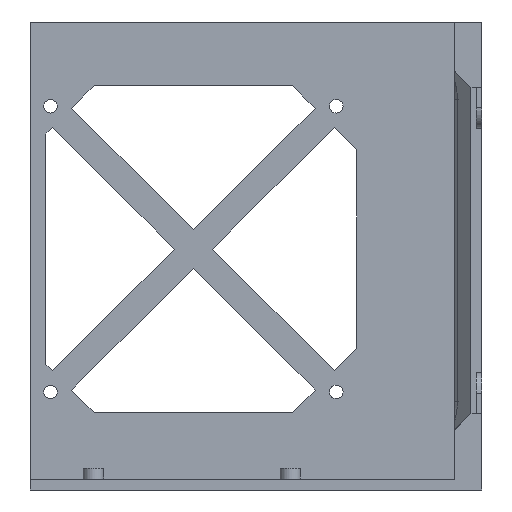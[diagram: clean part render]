
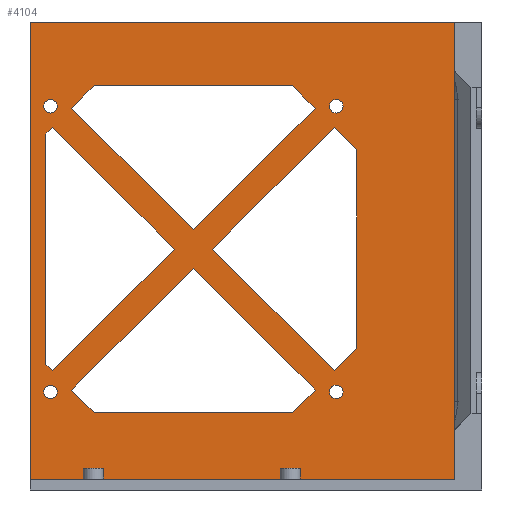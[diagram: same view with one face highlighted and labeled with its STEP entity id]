
A CAD part, front view. The second image highlights one B-rep face of the part: STEP entity #4104.
In plain terms, the highlighted planar face has unit normal (0, -1, 0).
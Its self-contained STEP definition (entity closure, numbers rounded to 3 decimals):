
#96=FACE_BOUND('',#658,.T.);
#97=FACE_BOUND('',#659,.T.);
#98=FACE_BOUND('',#660,.T.);
#99=FACE_BOUND('',#661,.T.);
#100=FACE_BOUND('',#662,.T.);
#101=FACE_BOUND('',#663,.T.);
#102=FACE_BOUND('',#664,.T.);
#103=FACE_BOUND('',#665,.T.);
#224=CIRCLE('',#4364,2.5);
#225=CIRCLE('',#4366,2.5);
#226=CIRCLE('',#4378,2.5);
#227=CIRCLE('',#4385,2.5);
#423=FACE_OUTER_BOUND('',#657,.T.);
#657=EDGE_LOOP('',(#3525,#3526,#3527,#3528));
#658=EDGE_LOOP('',(#3529));
#659=EDGE_LOOP('',(#3530));
#660=EDGE_LOOP('',(#3531,#3532,#3533,#3534,#3535));
#661=EDGE_LOOP('',(#3536,#3537,#3538,#3539,#3540));
#662=EDGE_LOOP('',(#3541));
#663=EDGE_LOOP('',(#3542,#3543,#3544,#3545,#3546));
#664=EDGE_LOOP('',(#3547));
#665=EDGE_LOOP('',(#3548,#3549,#3550,#3551,#3552));
#745=LINE('',#5475,#1228);
#815=LINE('',#5639,#1298);
#911=LINE('',#5855,#1394);
#1167=LINE('',#6464,#1650);
#1170=LINE('',#6469,#1653);
#1172=LINE('',#6473,#1655);
#1174=LINE('',#6477,#1657);
#1176=LINE('',#6480,#1659);
#1177=LINE('',#6484,#1660);
#1180=LINE('',#6489,#1663);
#1182=LINE('',#6493,#1665);
#1184=LINE('',#6497,#1667);
#1186=LINE('',#6500,#1669);
#1188=LINE('',#6508,#1671);
#1191=LINE('',#6513,#1674);
#1193=LINE('',#6517,#1676);
#1195=LINE('',#6521,#1678);
#1197=LINE('',#6524,#1680);
#1199=LINE('',#6532,#1682);
#1202=LINE('',#6537,#1685);
#1204=LINE('',#6541,#1687);
#1206=LINE('',#6545,#1689);
#1208=LINE('',#6548,#1691);
#1209=LINE('',#6550,#1692);
#1228=VECTOR('',#4430,10.);
#1298=VECTOR('',#4534,10.);
#1394=VECTOR('',#4712,10.);
#1650=VECTOR('',#5314,10.);
#1653=VECTOR('',#5319,10.);
#1655=VECTOR('',#5323,10.);
#1657=VECTOR('',#5327,10.);
#1659=VECTOR('',#5331,10.);
#1660=VECTOR('',#5334,10.);
#1663=VECTOR('',#5339,10.);
#1665=VECTOR('',#5343,10.);
#1667=VECTOR('',#5347,10.);
#1669=VECTOR('',#5351,10.);
#1671=VECTOR('',#5359,10.);
#1674=VECTOR('',#5364,10.);
#1676=VECTOR('',#5368,10.);
#1678=VECTOR('',#5372,10.);
#1680=VECTOR('',#5376,10.);
#1682=VECTOR('',#5384,10.);
#1685=VECTOR('',#5389,10.);
#1687=VECTOR('',#5393,10.);
#1689=VECTOR('',#5397,10.);
#1691=VECTOR('',#5401,10.);
#1692=VECTOR('',#5404,10.);
#1710=VERTEX_POINT('',#5472);
#1711=VERTEX_POINT('',#5474);
#1788=VERTEX_POINT('',#5637);
#1867=VERTEX_POINT('',#5853);
#2038=VERTEX_POINT('',#6454);
#2039=VERTEX_POINT('',#6458);
#2040=VERTEX_POINT('',#6462);
#2041=VERTEX_POINT('',#6463);
#2042=VERTEX_POINT('',#6468);
#2043=VERTEX_POINT('',#6472);
#2044=VERTEX_POINT('',#6476);
#2045=VERTEX_POINT('',#6482);
#2046=VERTEX_POINT('',#6483);
#2047=VERTEX_POINT('',#6488);
#2048=VERTEX_POINT('',#6492);
#2049=VERTEX_POINT('',#6496);
#2050=VERTEX_POINT('',#6502);
#2051=VERTEX_POINT('',#6506);
#2052=VERTEX_POINT('',#6507);
#2053=VERTEX_POINT('',#6512);
#2054=VERTEX_POINT('',#6516);
#2055=VERTEX_POINT('',#6520);
#2056=VERTEX_POINT('',#6526);
#2057=VERTEX_POINT('',#6530);
#2058=VERTEX_POINT('',#6531);
#2059=VERTEX_POINT('',#6536);
#2060=VERTEX_POINT('',#6540);
#2061=VERTEX_POINT('',#6544);
#2083=EDGE_CURVE('',#1711,#1710,#745,.T.);
#2166=EDGE_CURVE('',#1788,#1710,#815,.T.);
#2275=EDGE_CURVE('',#1867,#1788,#911,.T.);
#2572=EDGE_CURVE('',#2038,#2038,#224,.T.);
#2574=EDGE_CURVE('',#2039,#2039,#225,.T.);
#2575=EDGE_CURVE('',#2040,#2041,#1167,.T.);
#2578=EDGE_CURVE('',#2041,#2042,#1170,.T.);
#2580=EDGE_CURVE('',#2043,#2040,#1172,.T.);
#2582=EDGE_CURVE('',#2042,#2044,#1174,.T.);
#2584=EDGE_CURVE('',#2044,#2043,#1176,.T.);
#2585=EDGE_CURVE('',#2045,#2046,#1177,.T.);
#2588=EDGE_CURVE('',#2046,#2047,#1180,.T.);
#2590=EDGE_CURVE('',#2048,#2045,#1182,.T.);
#2592=EDGE_CURVE('',#2047,#2049,#1184,.T.);
#2594=EDGE_CURVE('',#2049,#2048,#1186,.T.);
#2596=EDGE_CURVE('',#2050,#2050,#226,.T.);
#2597=EDGE_CURVE('',#2051,#2052,#1188,.T.);
#2600=EDGE_CURVE('',#2052,#2053,#1191,.T.);
#2602=EDGE_CURVE('',#2054,#2051,#1193,.T.);
#2604=EDGE_CURVE('',#2053,#2055,#1195,.T.);
#2606=EDGE_CURVE('',#2055,#2054,#1197,.T.);
#2608=EDGE_CURVE('',#2056,#2056,#227,.T.);
#2609=EDGE_CURVE('',#2057,#2058,#1199,.T.);
#2612=EDGE_CURVE('',#2058,#2059,#1202,.T.);
#2614=EDGE_CURVE('',#2060,#2057,#1204,.T.);
#2616=EDGE_CURVE('',#2059,#2061,#1206,.T.);
#2618=EDGE_CURVE('',#2061,#2060,#1208,.T.);
#2619=EDGE_CURVE('',#1711,#1867,#1209,.T.);
#3525=ORIENTED_EDGE('',*,*,#2275,.F.);
#3526=ORIENTED_EDGE('',*,*,#2619,.F.);
#3527=ORIENTED_EDGE('',*,*,#2083,.T.);
#3528=ORIENTED_EDGE('',*,*,#2166,.F.);
#3529=ORIENTED_EDGE('',*,*,#2572,.T.);
#3530=ORIENTED_EDGE('',*,*,#2574,.T.);
#3531=ORIENTED_EDGE('',*,*,#2584,.T.);
#3532=ORIENTED_EDGE('',*,*,#2580,.T.);
#3533=ORIENTED_EDGE('',*,*,#2575,.T.);
#3534=ORIENTED_EDGE('',*,*,#2578,.T.);
#3535=ORIENTED_EDGE('',*,*,#2582,.T.);
#3536=ORIENTED_EDGE('',*,*,#2594,.T.);
#3537=ORIENTED_EDGE('',*,*,#2590,.T.);
#3538=ORIENTED_EDGE('',*,*,#2585,.T.);
#3539=ORIENTED_EDGE('',*,*,#2588,.T.);
#3540=ORIENTED_EDGE('',*,*,#2592,.T.);
#3541=ORIENTED_EDGE('',*,*,#2596,.T.);
#3542=ORIENTED_EDGE('',*,*,#2606,.T.);
#3543=ORIENTED_EDGE('',*,*,#2602,.T.);
#3544=ORIENTED_EDGE('',*,*,#2597,.T.);
#3545=ORIENTED_EDGE('',*,*,#2600,.T.);
#3546=ORIENTED_EDGE('',*,*,#2604,.T.);
#3547=ORIENTED_EDGE('',*,*,#2608,.T.);
#3548=ORIENTED_EDGE('',*,*,#2618,.T.);
#3549=ORIENTED_EDGE('',*,*,#2614,.T.);
#3550=ORIENTED_EDGE('',*,*,#2609,.T.);
#3551=ORIENTED_EDGE('',*,*,#2612,.T.);
#3552=ORIENTED_EDGE('',*,*,#2616,.T.);
#3911=PLANE('',#4391);
#4104=ADVANCED_FACE('',(#423,#96,#97,#98,#99,#100,#101,#102,#103),#3911,
 .T.);
#4364=AXIS2_PLACEMENT_3D('',#6456,#5305,#5306);
#4366=AXIS2_PLACEMENT_3D('',#6460,#5310,#5311);
#4378=AXIS2_PLACEMENT_3D('',#6504,#5355,#5356);
#4385=AXIS2_PLACEMENT_3D('',#6528,#5380,#5381);
#4391=AXIS2_PLACEMENT_3D('',#6549,#5402,#5403);
#4430=DIRECTION('',(0.,0.,1.));
#4534=DIRECTION('',(1.,0.,0.));
#4712=DIRECTION('',(0.,0.,1.));
#5305=DIRECTION('center_axis',(0.,1.,0.));
#5306=DIRECTION('ref_axis',(1.,0.,0.));
#5310=DIRECTION('center_axis',(0.,1.,0.));
#5311=DIRECTION('ref_axis',(1.,0.,0.));
#5314=DIRECTION('',(0.707,0.,-0.707));
#5319=DIRECTION('',(-0.707,0.,-0.707));
#5323=DIRECTION('',(0.707,0.,0.707));
#5327=DIRECTION('',(-1.,0.,0.));
#5331=DIRECTION('',(-0.707,0.,0.707));
#5334=DIRECTION('',(1.,0.,0.));
#5339=DIRECTION('',(0.707,0.,-0.707));
#5343=DIRECTION('',(0.707,0.,0.707));
#5347=DIRECTION('',(-0.707,0.,-0.707));
#5351=DIRECTION('',(-0.707,0.,0.707));
#5355=DIRECTION('center_axis',(0.,1.,0.));
#5356=DIRECTION('ref_axis',(1.,0.,0.));
#5359=DIRECTION('',(0.707,0.,0.707));
#5364=DIRECTION('',(0.707,0.,-0.707));
#5368=DIRECTION('',(-0.707,0.,0.707));
#5372=DIRECTION('',(0.,0.,-1.));
#5376=DIRECTION('',(-0.707,0.,-0.707));
#5380=DIRECTION('center_axis',(0.,1.,0.));
#5381=DIRECTION('ref_axis',(1.,0.,0.));
#5384=DIRECTION('',(-0.707,0.,0.707));
#5389=DIRECTION('',(0.,0.,1.));
#5393=DIRECTION('',(-0.707,0.,-0.707));
#5397=DIRECTION('',(0.707,0.,0.707));
#5401=DIRECTION('',(0.707,0.,-0.707));
#5402=DIRECTION('center_axis',(0.,-1.,0.));
#5403=DIRECTION('ref_axis',(1.,0.,0.));
#5404=DIRECTION('',(-1.,0.,0.));
#5472=CARTESIAN_POINT('',(287.732,353.49,168.));
#5474=CARTESIAN_POINT('',(287.732,353.49,0.));
#5475=CARTESIAN_POINT('',(287.732,353.49,0.));
#5637=CARTESIAN_POINT('',(131.732,353.49,168.));
#5639=CARTESIAN_POINT('',(-12.268,353.49,168.));
#5853=CARTESIAN_POINT('',(131.732,353.49,0.));
#5855=CARTESIAN_POINT('',(131.732,353.49,-2.));
#6454=CARTESIAN_POINT('',(136.732,353.49,137.035));
#6456=CARTESIAN_POINT('Origin',(139.232,353.49,137.035));
#6458=CARTESIAN_POINT('',(241.732,353.49,137.035));
#6460=CARTESIAN_POINT('Origin',(244.232,353.49,137.035));
#6462=CARTESIAN_POINT('',(191.732,353.49,77.464));
#6463=CARTESIAN_POINT('',(236.446,353.49,32.75));
#6464=CARTESIAN_POINT('',(182.455,353.49,86.741));
#6468=CARTESIAN_POINT('',(228.232,353.49,24.535));
#6469=CARTESIAN_POINT('',(161.973,353.49,-41.724));
#6472=CARTESIAN_POINT('',(147.01,353.49,32.742));
#6473=CARTESIAN_POINT('',(121.366,353.49,7.098));
#6476=CARTESIAN_POINT('',(155.217,353.49,24.535));
#6477=CARTESIAN_POINT('',(71.474,353.49,24.535));
#6480=CARTESIAN_POINT('',(115.376,353.49,64.376));
#6482=CARTESIAN_POINT('',(155.217,353.49,144.535));
#6483=CARTESIAN_POINT('',(228.232,353.49,144.535));
#6484=CARTESIAN_POINT('',(107.982,353.49,144.535));
#6488=CARTESIAN_POINT('',(236.446,353.49,136.321));
#6489=CARTESIAN_POINT('',(208.348,353.49,164.419));
#6492=CARTESIAN_POINT('',(147.01,353.49,136.328));
#6493=CARTESIAN_POINT('',(77.212,353.49,66.53));
#6496=CARTESIAN_POINT('',(191.732,353.49,91.606));
#6497=CARTESIAN_POINT('',(117.83,353.49,17.705));
#6500=CARTESIAN_POINT('',(141.272,353.49,142.066));
#6502=CARTESIAN_POINT('',(241.732,353.49,32.035));
#6504=CARTESIAN_POINT('Origin',(244.232,353.49,32.035));
#6506=CARTESIAN_POINT('',(198.803,353.49,84.535));
#6507=CARTESIAN_POINT('',(243.517,353.49,129.25));
#6508=CARTESIAN_POINT('',(147.259,353.49,32.991));
#6512=CARTESIAN_POINT('',(251.732,353.49,121.035));
#6513=CARTESIAN_POINT('',(215.991,353.49,156.776));
#6516=CARTESIAN_POINT('',(243.517,353.49,39.821));
#6517=CARTESIAN_POINT('',(167.169,353.49,116.169));
#6520=CARTESIAN_POINT('',(251.732,353.49,48.035));
#6521=CARTESIAN_POINT('',(251.732,353.49,24.018));
#6524=CARTESIAN_POINT('',(169.616,353.49,-34.081));
#6526=CARTESIAN_POINT('',(136.732,353.49,32.035));
#6528=CARTESIAN_POINT('Origin',(139.232,353.49,32.035));
#6530=CARTESIAN_POINT('',(139.939,353.49,39.813));
#6531=CARTESIAN_POINT('',(137.5,353.49,42.253));
#6532=CARTESIAN_POINT('',(110.621,353.49,69.131));
#6536=CARTESIAN_POINT('',(137.5,353.49,126.818));
#6537=CARTESIAN_POINT('',(137.5,353.49,63.409));
#6540=CARTESIAN_POINT('',(184.661,353.49,84.535));
#6541=CARTESIAN_POINT('',(91.934,353.49,-8.192));
#6544=CARTESIAN_POINT('',(139.939,353.49,129.257));
#6545=CARTESIAN_POINT('',(69.573,353.49,58.891));
#6548=CARTESIAN_POINT('',(156.562,353.49,112.634));
#6549=CARTESIAN_POINT('Origin',(-12.268,353.49,0.));
#6550=CARTESIAN_POINT('',(62.732,353.49,0.));
